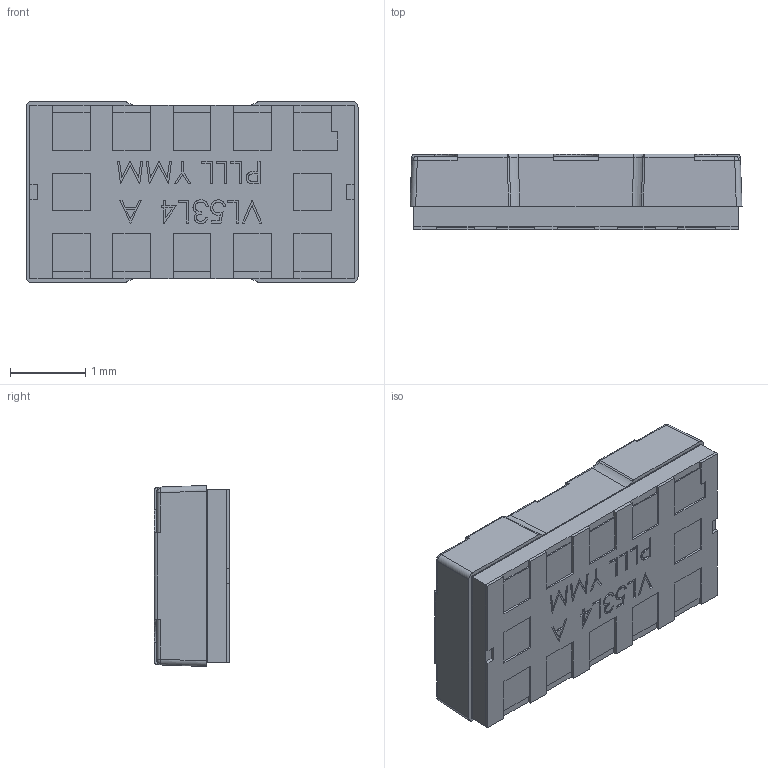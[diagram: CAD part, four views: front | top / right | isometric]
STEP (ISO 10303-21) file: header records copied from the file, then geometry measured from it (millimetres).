
FILE_DESCRIPTION(/* description */ ('STEP AP214'),/* implementation_level */ '2;1');
FILE_NAME(/* name */ 'VL53L4CXV0DH_1 v2.step',/* time_stamp */ '2025-06-19T12:29:12-04:00',/* author */ (''),/* organization */ (''),/* preprocessor_version */ 'ST-DEVELOPER v20.1',/* originating_system */ 'Autodesk Translation Framework v14.10.0.0',/* authorisation */ '');
FILE_SCHEMA (('AUTOMOTIVE_DESIGN { 1 0 10303 214 3 1 1 }'));
Length unit declared in the file: millimetre
Products named in the file (5): VL53L4 MODULE ASSEMBLY; VL53L4 Substrate Assembly; VL53L4 Substrate; VL53L4 Cap Assembly; VL53L4 Cap
Assembly tree (4 placements, depth 3):
  VL53L4 MODULE ASSEMBLY
    VL53L4 Substrate Assembly
      VL53L4 Substrate
    VL53L4 Cap Assembly
      VL53L4 Cap
Bounding box: 4.4 x 1 x 2.4 mm (x, y, z)
Volume: 9.9 mm3; surface area: 54.7 mm2
Topology: 2 solids, 2 shells, 370 faces, 955 edges, 618 vertices
Faces by surface type: plane 276, cylinder 48, bspline 40, sphere 4, cone 2
Full cylindrical faces by diameter (mm): 0.227 x1, 0.356 x6, 0.381 x1, 0.426 x1, 0.584 x1
Entity records: 12929 total; most frequent: CARTESIAN_POINT 3788, ORIENTED_EDGE 1910, DIRECTION 1701, EDGE_CURVE 955, LINE 775, VECTOR 775, VERTEX_POINT 618, AXIS2_PLACEMENT_3D 463
